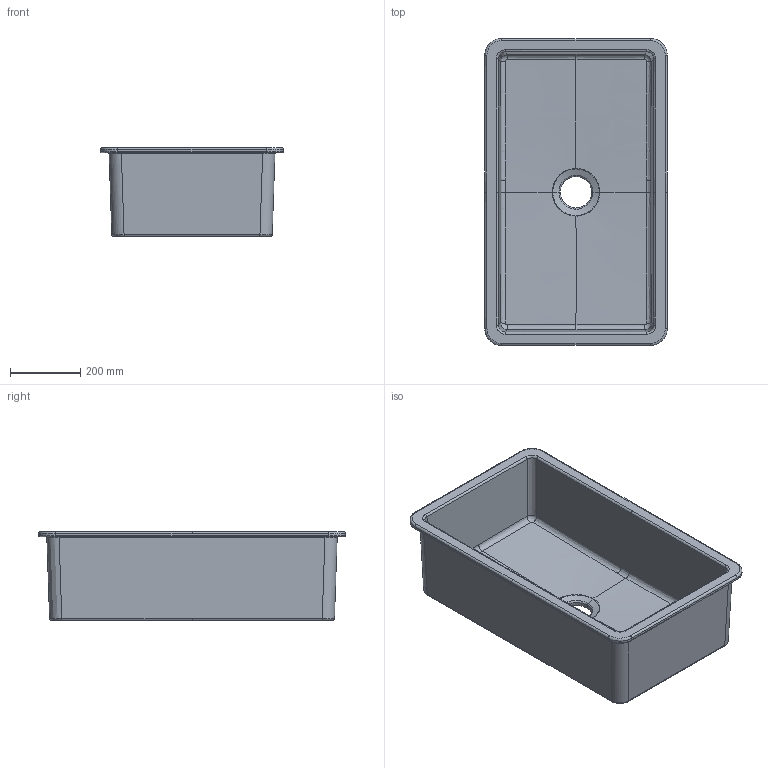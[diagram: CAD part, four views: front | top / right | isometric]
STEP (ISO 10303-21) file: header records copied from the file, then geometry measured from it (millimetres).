
FILE_DESCRIPTION(/* description */ (''),/* implementation_level */ '2;1');
FILE_NAME(/* name */ '1362 32X18X10 TA(Tezgah altı)TEK GÖZ MERKEZİ SİFON.stp',/* time_stamp */ '2016-10-19T09:56:18+03:00',/* author */ (''),/* organization */ (''),/* preprocessor_version */ 'ST-DEVELOPER v16',/* originating_system */ 'SIEMENS PLM Software NX 10.0',/* authorisation */ '');
FILE_SCHEMA (('AP203_CONFIGURATION_CONTROLLED_3D_DESIGN_OF_MECHANICAL_PARTS_AND_ASSEMBLIES_MIM_LF { 1 0 10303 403 2 1 2}'));
Length unit declared in the file: millimetre
Products named in the file (1): Cosk54B82AA891d6
Bounding box: 520.6 x 876 x 254 mm (x, y, z)
Volume: 16182506.9 mm3; surface area: 2028528.7 mm2
Topology: 1 solids, 1 shells, 152 faces, 368 edges, 220 vertices
Faces by surface type: bspline 115, cylinder 21, plane 16
Entity records: 11629 total; most frequent: CARTESIAN_POINT 8844, ORIENTED_EDGE 736, EDGE_CURVE 368, DIRECTION 306, B_SPLINE_CURVE_WITH_KNOTS 232, VERTEX_POINT 220, EDGE_LOOP 156, ADVANCED_FACE 152
